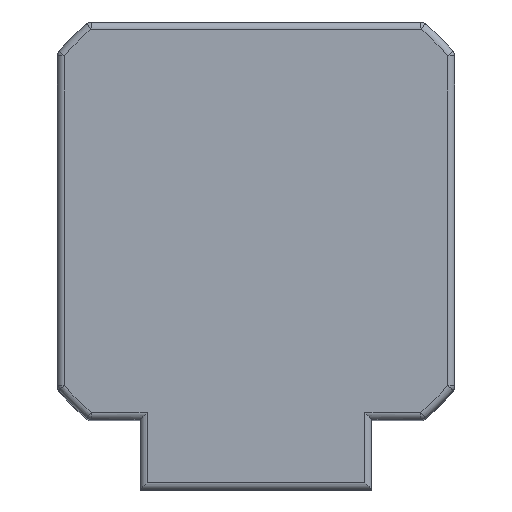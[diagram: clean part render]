
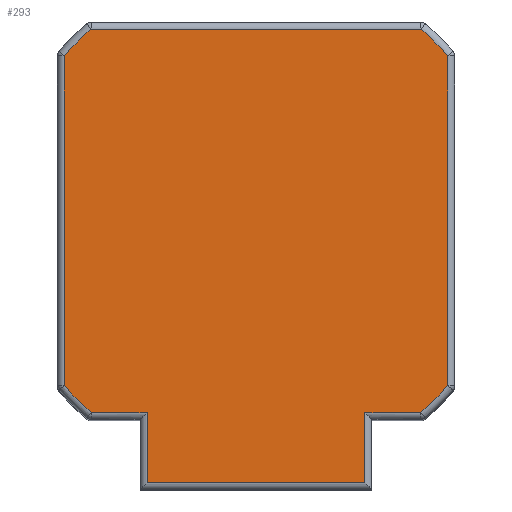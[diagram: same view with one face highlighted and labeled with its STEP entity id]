
A CAD part, top view. The second image highlights one B-rep face of the part: STEP entity #293.
In plain terms, the highlighted planar face has unit normal (0, 0, 1).
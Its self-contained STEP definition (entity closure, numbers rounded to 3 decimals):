
#293 = ADVANCED_FACE ( 'NONE', ( #1217 ), #753, .T. ) ;
#372 = EDGE_CURVE ( 'NONE', #907, #888, #1271, .T. ) ;
#373 = EDGE_CURVE ( 'NONE', #894, #907, #1599, .T. ) ;
#374 = EDGE_CURVE ( 'NONE', #906, #894, #1272, .T. ) ;
#375 = EDGE_CURVE ( 'NONE', #918, #906, #1595, .T. ) ;
#376 = EDGE_CURVE ( 'NONE', #912, #918, #1273, .T. ) ;
#377 = EDGE_CURVE ( 'NONE', #919, #912, #1593, .T. ) ;
#378 = EDGE_CURVE ( 'NONE', #898, #919, #1274, .T. ) ;
#379 = EDGE_CURVE ( 'NONE', #902, #898, #1597, .T. ) ;
#380 = EDGE_CURVE ( 'NONE', #896, #892, #1275, .T. ) ;
#381 = EDGE_CURVE ( 'NONE', #892, #902, #1276, .T. ) ;
#405 = EDGE_CURVE ( 'NONE', #908, #896, #1292, .T. ) ;
#406 = EDGE_CURVE ( 'NONE', #888, #908, #1293, .T. ) ;
#708 = ORIENTED_EDGE ( 'NONE', *, *, #406, .T. ) ;
#753 = PLANE ( 'NONE',  #1478 ) ;
#754 = CARTESIAN_POINT ( 'NONE',  ( 0., 0., 51. ) ) ;
#755 = DIRECTION ( 'NONE',  ( 0., 0., 1. ) ) ;
#756 = DIRECTION ( 'NONE',  ( 1., 0., 0. ) ) ;
#888 = VERTEX_POINT ( 'NONE', #2019 ) ;
#892 = VERTEX_POINT ( 'NONE', #2023 ) ;
#894 = VERTEX_POINT ( 'NONE', #2025 ) ;
#896 = VERTEX_POINT ( 'NONE', #2027 ) ;
#898 = VERTEX_POINT ( 'NONE', #2029 ) ;
#902 = VERTEX_POINT ( 'NONE', #2033 ) ;
#906 = VERTEX_POINT ( 'NONE', #2037 ) ;
#907 = VERTEX_POINT ( 'NONE', #2038 ) ;
#908 = VERTEX_POINT ( 'NONE', #2039 ) ;
#912 = VERTEX_POINT ( 'NONE', #2043 ) ;
#918 = VERTEX_POINT ( 'NONE', #2049 ) ;
#919 = VERTEX_POINT ( 'NONE', #2050 ) ;
#951 = EDGE_LOOP ( 'NONE', ( #1069, #1067, #1068, #1066, #1065, #1064, #1063, #1062, #1061, #1060, #708, #1099 ) ) ;
#1060 = ORIENTED_EDGE ( 'NONE', *, *, #372, .T. ) ;
#1061 = ORIENTED_EDGE ( 'NONE', *, *, #373, .T. ) ;
#1062 = ORIENTED_EDGE ( 'NONE', *, *, #374, .T. ) ;
#1063 = ORIENTED_EDGE ( 'NONE', *, *, #375, .T. ) ;
#1064 = ORIENTED_EDGE ( 'NONE', *, *, #376, .T. ) ;
#1065 = ORIENTED_EDGE ( 'NONE', *, *, #377, .T. ) ;
#1066 = ORIENTED_EDGE ( 'NONE', *, *, #378, .T. ) ;
#1067 = ORIENTED_EDGE ( 'NONE', *, *, #381, .T. ) ;
#1068 = ORIENTED_EDGE ( 'NONE', *, *, #379, .T. ) ;
#1069 = ORIENTED_EDGE ( 'NONE', *, *, #380, .T. ) ;
#1099 = ORIENTED_EDGE ( 'NONE', *, *, #405, .T. ) ;
#1217 = FACE_OUTER_BOUND ( 'NONE', #951, .T. ) ;
#1271 = LINE ( 'NONE', #1840, #1600 ) ;
#1272 = LINE ( 'NONE', #1845, #1603 ) ;
#1273 = LINE ( 'NONE', #1850, #1606 ) ;
#1274 = LINE ( 'NONE', #1855, #1608 ) ;
#1275 = LINE ( 'NONE', #1860, #1610 ) ;
#1276 = LINE ( 'NONE', #1862, #1611 ) ;
#1292 = LINE ( 'NONE', #1933, #1643 ) ;
#1293 = LINE ( 'NONE', #1935, #1645 ) ;
#1478 = AXIS2_PLACEMENT_3D ( 'NONE', #754, #755, #756 ) ;
#1593 = CIRCLE ( 'NONE', #1607, 18. ) ;
#1595 = CIRCLE ( 'NONE', #1604, 18. ) ;
#1597 = CIRCLE ( 'NONE', #1609, 18. ) ;
#1599 = CIRCLE ( 'NONE', #1601, 18. ) ;
#1600 = VECTOR ( 'NONE', #1841, 1000. ) ;
#1601 = AXIS2_PLACEMENT_3D ( 'NONE', #1842, #1843, #1844 ) ;
#1603 = VECTOR ( 'NONE', #1846, 1000. ) ;
#1604 = AXIS2_PLACEMENT_3D ( 'NONE', #1847, #1848, #1849 ) ;
#1606 = VECTOR ( 'NONE', #1851, 1000. ) ;
#1607 = AXIS2_PLACEMENT_3D ( 'NONE', #1852, #1853, #1854 ) ;
#1608 = VECTOR ( 'NONE', #1856, 1000. ) ;
#1609 = AXIS2_PLACEMENT_3D ( 'NONE', #1857, #1858, #1859 ) ;
#1610 = VECTOR ( 'NONE', #1861, 1000. ) ;
#1611 = VECTOR ( 'NONE', #1863, 1000. ) ;
#1643 = VECTOR ( 'NONE', #1934, 1000. ) ;
#1645 = VECTOR ( 'NONE', #1936, 1000. ) ;
#1840 = CARTESIAN_POINT ( 'NONE',  ( -8.25, -13.65, 51. ) ) ;
#1841 = DIRECTION ( 'NONE',  ( 1., 0., 0. ) ) ;
#1842 = CARTESIAN_POINT ( 'NONE',  ( 0., 0., 51. ) ) ;
#1843 = DIRECTION ( 'NONE',  ( 0., 0., 1. ) ) ;
#1844 = DIRECTION ( 'NONE',  ( 1., 0., 0. ) ) ;
#1845 = CARTESIAN_POINT ( 'NONE',  ( -13.65, -11.918, 51. ) ) ;
#1846 = DIRECTION ( 'NONE',  ( 0., -1., 0. ) ) ;
#1847 = CARTESIAN_POINT ( 'NONE',  ( 0., 0., 51. ) ) ;
#1848 = DIRECTION ( 'NONE',  ( 0., 0., 1. ) ) ;
#1849 = DIRECTION ( 'NONE',  ( 1., 0., 0. ) ) ;
#1850 = CARTESIAN_POINT ( 'NONE',  ( -11.918, 13.65, 51. ) ) ;
#1851 = DIRECTION ( 'NONE',  ( -1., 0., 0. ) ) ;
#1852 = CARTESIAN_POINT ( 'NONE',  ( 0., 0., 51. ) ) ;
#1853 = DIRECTION ( 'NONE',  ( 0., 0., 1. ) ) ;
#1854 = DIRECTION ( 'NONE',  ( 1., 0., 0. ) ) ;
#1855 = CARTESIAN_POINT ( 'NONE',  ( 13.65, 11.918, 51. ) ) ;
#1856 = DIRECTION ( 'NONE',  ( 0., 1., 0. ) ) ;
#1857 = CARTESIAN_POINT ( 'NONE',  ( 0., 0., 51. ) ) ;
#1858 = DIRECTION ( 'NONE',  ( 0., 0., 1. ) ) ;
#1859 = DIRECTION ( 'NONE',  ( 1., 0., 0. ) ) ;
#1860 = CARTESIAN_POINT ( 'NONE',  ( 7.75, -14.15, 51. ) ) ;
#1861 = DIRECTION ( 'NONE',  ( 0., 1., 0. ) ) ;
#1862 = CARTESIAN_POINT ( 'NONE',  ( 11.918, -13.65, 51. ) ) ;
#1863 = DIRECTION ( 'NONE',  ( 1., 0., 0. ) ) ;
#1933 = CARTESIAN_POINT ( 'NONE',  ( 8.25, -18.65, 51. ) ) ;
#1934 = DIRECTION ( 'NONE',  ( 1., 0., 0. ) ) ;
#1935 = CARTESIAN_POINT ( 'NONE',  ( -7.75, -19.15, 51. ) ) ;
#1936 = DIRECTION ( 'NONE',  ( 0., -1., 0. ) ) ;
#2019 = CARTESIAN_POINT ( 'NONE',  ( -7.75, -13.65, 51. ) ) ;
#2023 = CARTESIAN_POINT ( 'NONE',  ( 7.75, -13.65, 51. ) ) ;
#2025 = CARTESIAN_POINT ( 'NONE',  ( -13.65, -11.734, 51. ) ) ;
#2027 = CARTESIAN_POINT ( 'NONE',  ( 7.75, -18.65, 51. ) ) ;
#2029 = CARTESIAN_POINT ( 'NONE',  ( 13.65, -11.734, 51. ) ) ;
#2033 = CARTESIAN_POINT ( 'NONE',  ( 11.734, -13.65, 51. ) ) ;
#2037 = CARTESIAN_POINT ( 'NONE',  ( -13.65, 11.734, 51. ) ) ;
#2038 = CARTESIAN_POINT ( 'NONE',  ( -11.734, -13.65, 51. ) ) ;
#2039 = CARTESIAN_POINT ( 'NONE',  ( -7.75, -18.65, 51. ) ) ;
#2043 = CARTESIAN_POINT ( 'NONE',  ( 11.734, 13.65, 51. ) ) ;
#2049 = CARTESIAN_POINT ( 'NONE',  ( -11.734, 13.65, 51. ) ) ;
#2050 = CARTESIAN_POINT ( 'NONE',  ( 13.65, 11.734, 51. ) ) ;
